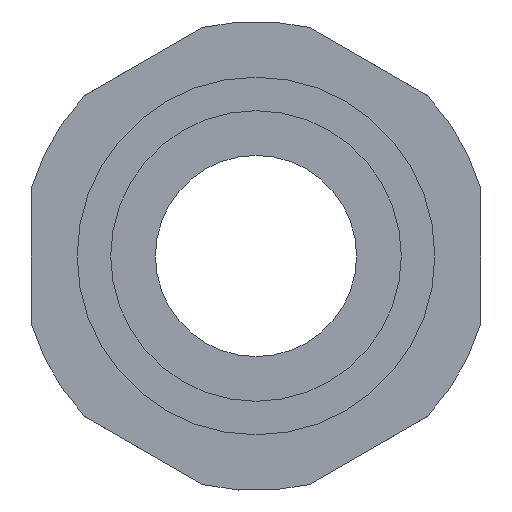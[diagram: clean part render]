
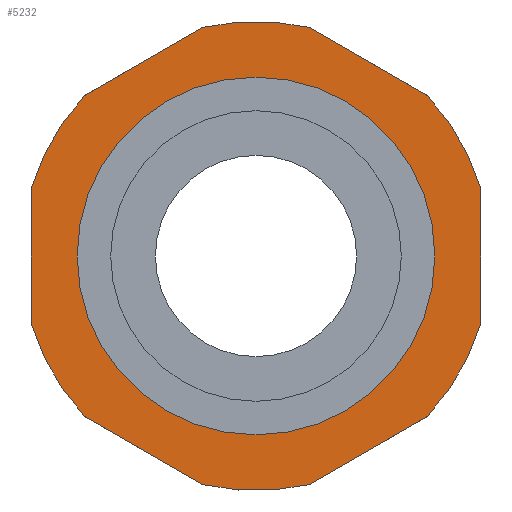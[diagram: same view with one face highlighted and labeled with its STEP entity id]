
A CAD part, front view. The second image highlights one B-rep face of the part: STEP entity #5232.
In plain terms, the highlighted planar face has unit normal (0, -1, 0).
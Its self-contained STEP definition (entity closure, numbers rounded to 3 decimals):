
#2738=DIRECTION('',(-0.866,0.,0.5));
#2739=VECTOR('',#2738,6.109);
#2740=CARTESIAN_POINT('',(-2.378,0.,-10.227));
#2741=LINE('',#2740,#2739);
#2745=CARTESIAN_POINT('',(0.,0.,0.));
#2746=DIRECTION('',(0.,1.,0.));
#2747=DIRECTION('',(-0.73,0.,-0.683));
#2748=AXIS2_PLACEMENT_3D('',#2745,#2746,#2747);
#2753=CARTESIAN_POINT('',(0.,0.,0.));
#2754=DIRECTION('',(0.,1.,0.));
#2755=DIRECTION('',(-0.957,0.,0.291));
#2756=AXIS2_PLACEMENT_3D('',#2753,#2754,#2755);
#2761=DIRECTION('',(0.866,0.,0.5));
#2762=VECTOR('',#2761,6.109);
#2763=CARTESIAN_POINT('',(-7.668,0.,7.173));
#2764=LINE('',#2763,#2762);
#2768=CARTESIAN_POINT('',(0.,0.,0.));
#2769=DIRECTION('',(0.,1.,0.));
#2770=DIRECTION('',(-0.226,0.,0.974));
#2771=AXIS2_PLACEMENT_3D('',#2768,#2769,#2770);
#2776=DIRECTION('',(0.866,0.,-0.5));
#2777=VECTOR('',#2776,6.109);
#2778=CARTESIAN_POINT('',(2.378,0.,10.227));
#2779=LINE('',#2778,#2777);
#2783=CARTESIAN_POINT('',(0.,0.,0.));
#2784=DIRECTION('',(0.,1.,0.));
#2785=DIRECTION('',(0.73,0.,0.683));
#2786=AXIS2_PLACEMENT_3D('',#2783,#2784,#2785);
#2791=CARTESIAN_POINT('',(0.,0.,0.));
#2792=DIRECTION('',(0.,1.,0.));
#2793=DIRECTION('',(0.957,0.,-0.291));
#2794=AXIS2_PLACEMENT_3D('',#2791,#2792,#2793);
#2799=DIRECTION('',(-0.866,0.,-0.5));
#2800=VECTOR('',#2799,6.109);
#2801=CARTESIAN_POINT('',(7.668,0.,-7.173));
#2802=LINE('',#2801,#2800);
#2806=CARTESIAN_POINT('',(0.,0.,0.));
#2807=DIRECTION('',(0.,1.,0.));
#2808=DIRECTION('',(0.226,0.,-0.974));
#2809=AXIS2_PLACEMENT_3D('',#2806,#2807,#2808);
#2814=CARTESIAN_POINT('',(0.,0.,0.));
#2815=DIRECTION('',(0.,-1.,0.));
#2816=DIRECTION('',(-1.,0.,0.));
#2817=AXIS2_PLACEMENT_3D('',#2814,#2815,#2816);
#2822=CARTESIAN_POINT('',(0.,0.,0.));
#2823=DIRECTION('',(0.,-1.,0.));
#2824=DIRECTION('',(1.,0.,0.));
#2825=AXIS2_PLACEMENT_3D('',#2822,#2823,#2824);
#2964=DIRECTION('',(0.,0.,1.));
#2965=VECTOR('',#2964,6.109);
#2966=CARTESIAN_POINT('',(10.046,0.,-3.055));
#2967=LINE('',#2966,#2965);
#3312=DIRECTION('',(0.,0.,-1.));
#3313=VECTOR('',#3312,6.109);
#3314=CARTESIAN_POINT('',(-10.046,0.,3.055));
#3315=LINE('',#3314,#3313);
#4851=CARTESIAN_POINT('',(-8.,0.,0.));
#4852=CARTESIAN_POINT('',(8.,0.,0.));
#4853=VERTEX_POINT('',#4851);
#4854=VERTEX_POINT('',#4852);
#4859=CARTESIAN_POINT('',(-2.378,0.,-10.227));
#4860=CARTESIAN_POINT('',(-7.668,0.,-7.173));
#4861=VERTEX_POINT('',#4859);
#4862=VERTEX_POINT('',#4860);
#4863=CARTESIAN_POINT('',(-10.046,0.,-3.055));
#4864=VERTEX_POINT('',#4863);
#4865=CARTESIAN_POINT('',(-10.046,0.,3.055));
#4866=VERTEX_POINT('',#4865);
#4867=CARTESIAN_POINT('',(-7.668,0.,7.173));
#4868=VERTEX_POINT('',#4867);
#4869=CARTESIAN_POINT('',(-2.378,0.,10.227));
#4870=VERTEX_POINT('',#4869);
#4871=CARTESIAN_POINT('',(2.378,0.,10.227));
#4872=VERTEX_POINT('',#4871);
#4873=CARTESIAN_POINT('',(7.668,0.,7.173));
#4874=VERTEX_POINT('',#4873);
#4875=CARTESIAN_POINT('',(10.046,0.,3.055));
#4876=VERTEX_POINT('',#4875);
#4877=CARTESIAN_POINT('',(10.046,0.,-3.055));
#4878=VERTEX_POINT('',#4877);
#4879=CARTESIAN_POINT('',(7.668,0.,-7.173));
#4880=VERTEX_POINT('',#4879);
#4881=CARTESIAN_POINT('',(2.378,0.,-10.227));
#4882=VERTEX_POINT('',#4881);
#5196=CARTESIAN_POINT('',(0.,0.,0.));
#5197=DIRECTION('',(0.,-1.,0.));
#5198=DIRECTION('',(-1.,0.,0.));
#5199=AXIS2_PLACEMENT_3D('',#5196,#5197,#5198);
#5200=PLANE('',#5199);
#5202=ORIENTED_EDGE('',*,*,#5201,.T.);
#5204=ORIENTED_EDGE('',*,*,#5203,.T.);
#5206=ORIENTED_EDGE('',*,*,#5205,.F.);
#5208=ORIENTED_EDGE('',*,*,#5207,.T.);
#5210=ORIENTED_EDGE('',*,*,#5209,.T.);
#5212=ORIENTED_EDGE('',*,*,#5211,.T.);
#5214=ORIENTED_EDGE('',*,*,#5213,.T.);
#5216=ORIENTED_EDGE('',*,*,#5215,.T.);
#5218=ORIENTED_EDGE('',*,*,#5217,.F.);
#5220=ORIENTED_EDGE('',*,*,#5219,.T.);
#5222=ORIENTED_EDGE('',*,*,#5221,.T.);
#5224=ORIENTED_EDGE('',*,*,#5223,.T.);
#5225=EDGE_LOOP('',(#5202,#5204,#5206,#5208,#5210,#5212,#5214,#5216,#5218,#5220,
#5222,#5224));
#5226=FACE_OUTER_BOUND('',#5225,.F.);
#5227=ORIENTED_EDGE('',*,*,#5178,.T.);
#5229=ORIENTED_EDGE('',*,*,#5228,.T.);
#5230=EDGE_LOOP('',(#5227,#5229));
#5231=FACE_BOUND('',#5230,.F.);
#2749=CIRCLE('',#2748,10.5);
#2757=CIRCLE('',#2756,10.5);
#2772=CIRCLE('',#2771,10.5);
#2787=CIRCLE('',#2786,10.5);
#2795=CIRCLE('',#2794,10.5);
#2810=CIRCLE('',#2809,10.5);
#2818=CIRCLE('',#2817,8.);
#2826=CIRCLE('',#2825,8.);
#5178=EDGE_CURVE('',#4853,#4854,#2818,.T.);
#5201=EDGE_CURVE('',#4861,#4862,#2741,.T.);
#5203=EDGE_CURVE('',#4862,#4864,#2749,.T.);
#5205=EDGE_CURVE('',#4866,#4864,#3315,.T.);
#5207=EDGE_CURVE('',#4866,#4868,#2757,.T.);
#5209=EDGE_CURVE('',#4868,#4870,#2764,.T.);
#5211=EDGE_CURVE('',#4870,#4872,#2772,.T.);
#5213=EDGE_CURVE('',#4872,#4874,#2779,.T.);
#5215=EDGE_CURVE('',#4874,#4876,#2787,.T.);
#5217=EDGE_CURVE('',#4878,#4876,#2967,.T.);
#5219=EDGE_CURVE('',#4878,#4880,#2795,.T.);
#5221=EDGE_CURVE('',#4880,#4882,#2802,.T.);
#5223=EDGE_CURVE('',#4882,#4861,#2810,.T.);
#5228=EDGE_CURVE('',#4854,#4853,#2826,.T.);
#5232=ADVANCED_FACE('',(#5226,#5231),#5200,.T.);
